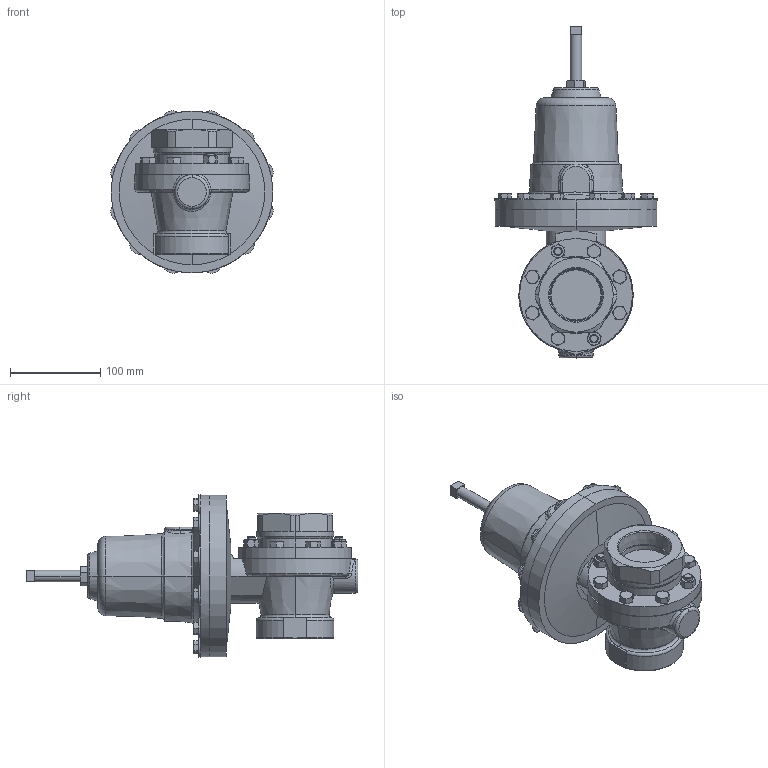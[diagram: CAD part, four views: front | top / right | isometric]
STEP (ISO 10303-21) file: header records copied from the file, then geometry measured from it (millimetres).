
FILE_DESCRIPTION (( 'STEP AP203' ), '1' );
FILE_NAME ('60-200-CS+S6-PT.STEP', '2017-07-20T12:05:17', ( '' ), ( '' ), 'SwSTEP 2.0', 'SolidWorks 2014', '' );
FILE_SCHEMA (( 'CONFIG_CONTROL_DESIGN' ));
Length unit declared in the file: inch
Products named in the file (2): 60-200-CS+S6-PT
Bounding box: 180.16 x 368.3 x 180.16 mm (x, y, z)
Volume: 2611348.5 mm3; surface area: 184914.4 mm2
Topology: 1 solids, 1 shells, 517 faces, 1199 edges, 719 vertices
Faces by surface type: plane 229, cone 171, cylinder 72, torus 25, bspline 18, sphere 2
Entity records: 17137 total; most frequent: CARTESIAN_POINT 5732, ORIENTED_EDGE 2398, DIRECTION 2279, EDGE_CURVE 1199, AXIS2_PLACEMENT_3D 943, VERTEX_POINT 719, EDGE_LOOP 552, ADVANCED_FACE 517
